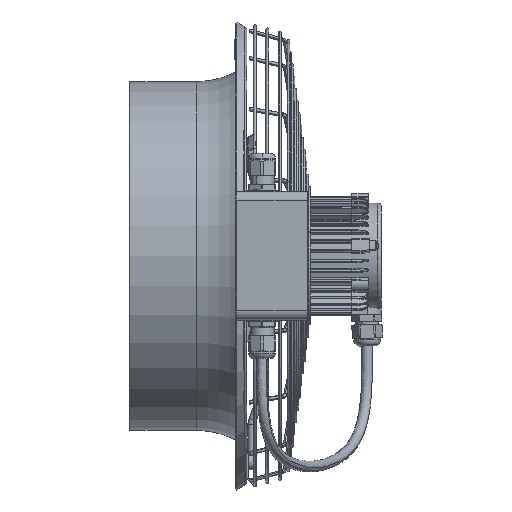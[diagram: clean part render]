
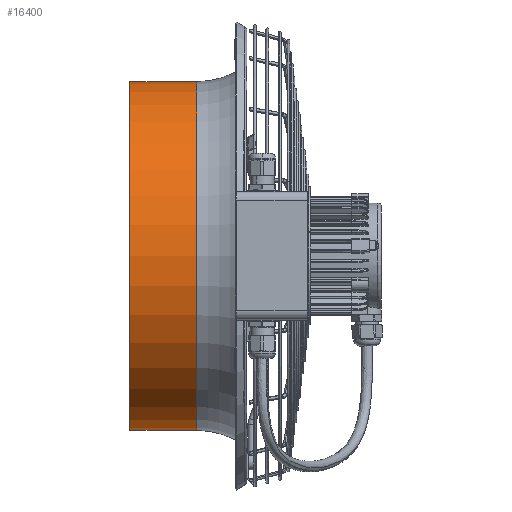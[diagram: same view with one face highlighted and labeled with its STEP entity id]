
A CAD part, top view. The second image highlights one B-rep face of the part: STEP entity #16400.
In plain terms, the highlighted cylindrical face has radius 156.5 mm (diameter 313 mm), a partial arc.
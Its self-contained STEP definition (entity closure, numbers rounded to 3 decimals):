
#15840=CARTESIAN_POINT('',(463.214,-655.862,0.));
#15850=VERTEX_POINT('',#15840);
#15880=CARTESIAN_POINT('',(463.214,-499.362,0.));
#15890=DIRECTION('',(1.,0.,0.));
#15900=DIRECTION('',(0.,1.,0.));
#15910=AXIS2_PLACEMENT_3D('',#15880,#15890,#15900);
#15920=CIRCLE('',#15910,156.5);
#15930=CARTESIAN_POINT('',(463.214,-342.862,0.));
#15940=VERTEX_POINT('',#15930);
#15950=EDGE_CURVE('',#15940,#15850,#15920,.T.);
#16090=CARTESIAN_POINT('',(433.214,-499.362,0.));
#16100=DIRECTION('',(-1.,0.,0.));
#16110=DIRECTION('',(0.,1.,0.));
#16120=AXIS2_PLACEMENT_3D('',#16090,#16100,#16110);
#16130=CYLINDRICAL_SURFACE('',#16120,156.5);
#16140=CARTESIAN_POINT('',(433.214,-342.862,0.));
#16150=DIRECTION('',(-1.,0.,0.));
#16160=VECTOR('',#16150,1.);
#16170=LINE('',#16140,#16160);
#16180=CARTESIAN_POINT('',(403.214,-342.862,0.));
#16190=VERTEX_POINT('',#16180);
#16200=EDGE_CURVE('',#15940,#16190,#16170,.T.);
#16210=ORIENTED_EDGE('',*,*,#16200,.T.);
#16220=ORIENTED_EDGE('',*,*,#15950,.F.);
#16230=CARTESIAN_POINT('',(433.214,-655.862,
0.));
#16240=DIRECTION('',(-1.,0.,0.));
#16250=VECTOR('',#16240,1.);
#16260=LINE('',#16230,#16250);
#16270=CARTESIAN_POINT('',(403.214,-655.862,
0.));
#16280=VERTEX_POINT('',#16270);
#16290=EDGE_CURVE('',#15850,#16280,#16260,.T.);
#16300=ORIENTED_EDGE('',*,*,#16290,.F.);
#16310=CARTESIAN_POINT('',(403.214,-499.362,0.));
#16320=DIRECTION('',(1.,0.,0.));
#16330=DIRECTION('',(0.,1.,0.));
#16340=AXIS2_PLACEMENT_3D('',#16310,#16320,#16330);
#16350=CIRCLE('',#16340,156.5);
#16360=EDGE_CURVE('',#16190,#16280,#16350,.T.);
#16370=ORIENTED_EDGE('',*,*,#16360,.T.);
#16380=EDGE_LOOP('',(#16370,#16300,#16220,#16210));
#16390=FACE_OUTER_BOUND('',#16380,.T.);
#16400=ADVANCED_FACE('',(#16390),#16130,.T.);
